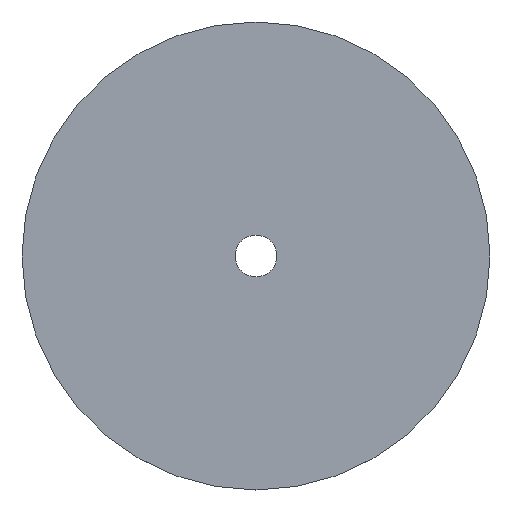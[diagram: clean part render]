
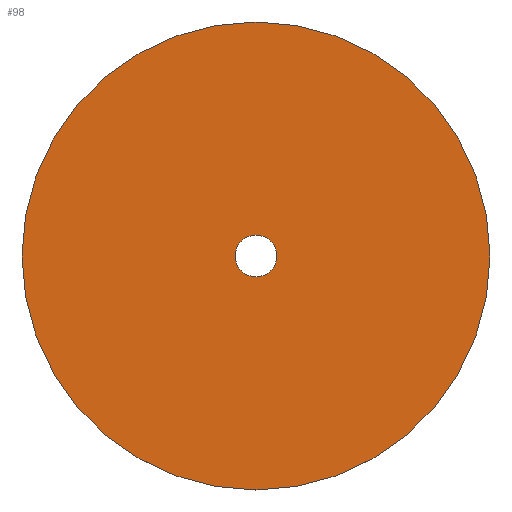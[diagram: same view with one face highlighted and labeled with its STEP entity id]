
A CAD part, top view. The second image highlights one B-rep face of the part: STEP entity #98.
In plain terms, the highlighted planar face has unit normal (0, 0, 1).
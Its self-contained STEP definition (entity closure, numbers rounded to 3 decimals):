
#5 = DIRECTION ( 'NONE',  ( 1., 0., 0. ) ) ;
#9 = VERTEX_POINT ( 'NONE', #29 ) ;
#12 = CARTESIAN_POINT ( 'NONE',  ( -177.8, 0., 3. ) ) ;
#13 = DIRECTION ( 'NONE',  ( 0., 0., 1. ) ) ;
#17 = CARTESIAN_POINT ( 'NONE',  ( -15.9, 0., 3. ) ) ;
#20 = DIRECTION ( 'NONE',  ( 0., 0., 1. ) ) ;
#29 = CARTESIAN_POINT ( 'NONE',  ( 177.8, 0., 3. ) ) ;
#30 = DIRECTION ( 'NONE',  ( 1., 0., 0. ) ) ;
#32 = DIRECTION ( 'NONE',  ( 1., 0., 0. ) ) ;
#39 = DIRECTION ( 'NONE',  ( 0., 0., 1. ) ) ;
#40 = CARTESIAN_POINT ( 'NONE',  ( 0., 0., 3. ) ) ;
#42 = CARTESIAN_POINT ( 'NONE',  ( 15.9, 0., 3. ) ) ;
#44 = CARTESIAN_POINT ( 'NONE',  ( 0., 0., 3. ) ) ;
#45 = CARTESIAN_POINT ( 'NONE',  ( 0., 0., 3. ) ) ;
#47 = VERTEX_POINT ( 'NONE', #12 ) ;
#49 = CARTESIAN_POINT ( 'NONE',  ( 0., 0., 3. ) ) ;
#52 = VERTEX_POINT ( 'NONE', #17 ) ;
#54 = DIRECTION ( 'NONE',  ( 0., 0., 1. ) ) ;
#55 = VERTEX_POINT ( 'NONE', #42 ) ;
#57 = CARTESIAN_POINT ( 'NONE',  ( 0., 0., 3. ) ) ;
#66 = DIRECTION ( 'NONE',  ( 1., 0., 0. ) ) ;
#67 = PLANE ( 'NONE',  #121 ) ;
#70 = DIRECTION ( 'NONE',  ( 1., 0., 0. ) ) ;
#90 = DIRECTION ( 'NONE',  ( 0., 0., 1. ) ) ;
#98 = ADVANCED_FACE ( 'NONE', ( #170, #240 ), #67, .T. ) ;
#105 = AXIS2_PLACEMENT_3D ( 'NONE', #44, #13, #32 ) ;
#107 = EDGE_CURVE ( 'NONE', #52, #55, #178, .T. ) ;
#110 = EDGE_CURVE ( 'NONE', #55, #52, #180, .T. ) ;
#112 = EDGE_CURVE ( 'NONE', #9, #47, #182, .T. ) ;
#118 = AXIS2_PLACEMENT_3D ( 'NONE', #49, #39, #30 ) ;
#120 = EDGE_CURVE ( 'NONE', #47, #9, #189, .T. ) ;
#121 = AXIS2_PLACEMENT_3D ( 'NONE', #45, #54, #66 ) ;
#123 = AXIS2_PLACEMENT_3D ( 'NONE', #57, #20, #5 ) ;
#129 = AXIS2_PLACEMENT_3D ( 'NONE', #40, #90, #70 ) ;
#148 = ORIENTED_EDGE ( 'NONE', *, *, #112, .T. ) ;
#150 = ORIENTED_EDGE ( 'NONE', *, *, #107, .F. ) ;
#154 = ORIENTED_EDGE ( 'NONE', *, *, #120, .T. ) ;
#162 = ORIENTED_EDGE ( 'NONE', *, *, #110, .F. ) ;
#163 = EDGE_LOOP ( 'NONE', ( #154, #148 ) ) ;
#165 = EDGE_LOOP ( 'NONE', ( #150, #162 ) ) ;
#170 = FACE_OUTER_BOUND ( 'NONE', #163, .T. ) ;
#178 = CIRCLE ( 'NONE', #123, 15.9 ) ;
#180 = CIRCLE ( 'NONE', #105, 15.9 ) ;
#182 = CIRCLE ( 'NONE', #118, 177.8 ) ;
#189 = CIRCLE ( 'NONE', #129, 177.8 ) ;
#240 = FACE_BOUND ( 'NONE', #165, .T. ) ;
